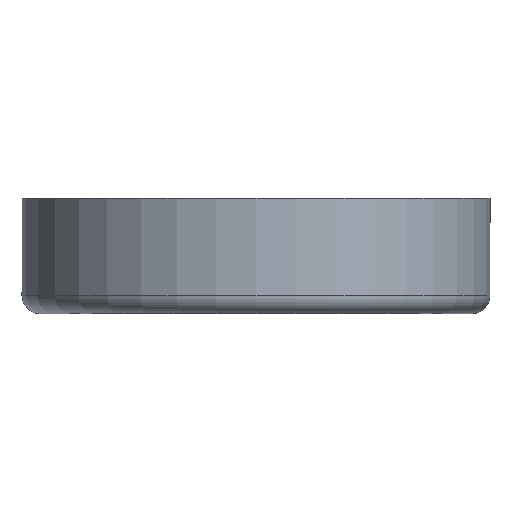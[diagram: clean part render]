
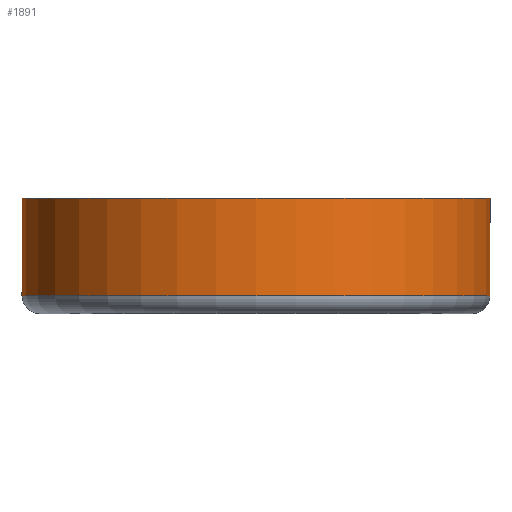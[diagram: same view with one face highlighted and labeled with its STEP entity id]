
A CAD part, front view. The second image highlights one B-rep face of the part: STEP entity #1891.
In plain terms, the highlighted cylindrical face has radius 65 mm (diameter 130 mm), a partial arc.
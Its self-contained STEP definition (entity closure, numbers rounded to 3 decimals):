
#111 = TOROIDAL_SURFACE('',#112,60.,5.);
#112 = AXIS2_PLACEMENT_3D('',#113,#114,#115);
#113 = CARTESIAN_POINT('',(0.,0.,5.));
#114 = DIRECTION('',(0.,0.,1.));
#115 = DIRECTION('',(-0.788,0.615,0.));
#679 = VERTEX_POINT('',#680);
#680 = CARTESIAN_POINT('',(51.235,40.,5.));
#719 = CYLINDRICAL_SURFACE('',#720,65.);
#720 = AXIS2_PLACEMENT_3D('',#721,#722,#723);
#721 = CARTESIAN_POINT('',(102.47,80.,0.));
#722 = DIRECTION('',(-0.,-0.,-1.));
#723 = DIRECTION('',(1.,0.,0.));
#735 = VERTEX_POINT('',#736);
#736 = CARTESIAN_POINT('',(-51.235,40.,5.));
#760 = EDGE_CURVE('',#735,#679,#761,.T.);
#761 = SURFACE_CURVE('',#762,(#767,#774),.PCURVE_S1.);
#762 = CIRCLE('',#763,65.);
#763 = AXIS2_PLACEMENT_3D('',#764,#765,#766);
#764 = CARTESIAN_POINT('',(0.,0.,5.));
#765 = DIRECTION('',(0.,0.,1.));
#766 = DIRECTION('',(-0.788,0.615,0.));
#767 = PCURVE('',#111,#768);
#768 = DEFINITIONAL_REPRESENTATION('',(#769),#773);
#769 = LINE('',#770,#771);
#770 = CARTESIAN_POINT('',(0.,6.283));
#771 = VECTOR('',#772,1.);
#772 = DIRECTION('',(1.,0.));
#773 = ( GEOMETRIC_REPRESENTATION_CONTEXT(2) 
PARAMETRIC_REPRESENTATION_CONTEXT() REPRESENTATION_CONTEXT('2D SPACE',''
  ) );
#774 = PCURVE('',#775,#780);
#775 = CYLINDRICAL_SURFACE('',#776,65.);
#776 = AXIS2_PLACEMENT_3D('',#777,#778,#779);
#777 = CARTESIAN_POINT('',(0.,0.,0.));
#778 = DIRECTION('',(-0.,-0.,-1.));
#779 = DIRECTION('',(1.,0.,0.));
#780 = DEFINITIONAL_REPRESENTATION('',(#781),#785);
#781 = LINE('',#782,#783);
#782 = CARTESIAN_POINT('',(-2.479,-5.));
#783 = VECTOR('',#784,1.);
#784 = DIRECTION('',(-1.,0.));
#785 = ( GEOMETRIC_REPRESENTATION_CONTEXT(2) 
PARAMETRIC_REPRESENTATION_CONTEXT() REPRESENTATION_CONTEXT('2D SPACE',''
  ) );
#808 = CYLINDRICAL_SURFACE('',#809,65.);
#809 = AXIS2_PLACEMENT_3D('',#810,#811,#812);
#810 = CARTESIAN_POINT('',(-102.47,80.,0.));
#811 = DIRECTION('',(-0.,-0.,-1.));
#812 = DIRECTION('',(1.,0.,0.));
#1843 = VERTEX_POINT('',#1844);
#1844 = CARTESIAN_POINT('',(51.235,40.,32.));
#1859 = PLANE('',#1860);
#1860 = AXIS2_PLACEMENT_3D('',#1861,#1862,#1863);
#1861 = CARTESIAN_POINT('',(0.,80.,32.));
#1862 = DIRECTION('',(0.,0.,1.));
#1863 = DIRECTION('',(1.,0.,0.));
#1871 = EDGE_CURVE('',#679,#1843,#1872,.T.);
#1872 = SURFACE_CURVE('',#1873,(#1877,#1884),.PCURVE_S1.);
#1873 = LINE('',#1874,#1875);
#1874 = CARTESIAN_POINT('',(51.235,40.,0.));
#1875 = VECTOR('',#1876,1.);
#1876 = DIRECTION('',(0.,0.,1.));
#1877 = PCURVE('',#719,#1878);
#1878 = DEFINITIONAL_REPRESENTATION('',(#1879),#1883);
#1879 = LINE('',#1880,#1881);
#1880 = CARTESIAN_POINT('',(-3.804,0.));
#1881 = VECTOR('',#1882,1.);
#1882 = DIRECTION('',(-0.,-1.));
#1883 = ( GEOMETRIC_REPRESENTATION_CONTEXT(2) 
PARAMETRIC_REPRESENTATION_CONTEXT() REPRESENTATION_CONTEXT('2D SPACE',''
  ) );
#1884 = PCURVE('',#775,#1885);
#1885 = DEFINITIONAL_REPRESENTATION('',(#1886),#1890);
#1886 = LINE('',#1887,#1888);
#1887 = CARTESIAN_POINT('',(-6.946,0.));
#1888 = VECTOR('',#1889,1.);
#1889 = DIRECTION('',(-0.,-1.));
#1890 = ( GEOMETRIC_REPRESENTATION_CONTEXT(2) 
PARAMETRIC_REPRESENTATION_CONTEXT() REPRESENTATION_CONTEXT('2D SPACE',''
  ) );
#1891 = ADVANCED_FACE('',(#1892),#775,.T.);
#1892 = FACE_BOUND('',#1893,.F.);
#1893 = EDGE_LOOP('',(#1894,#1917,#1939,#1940));
#1894 = ORIENTED_EDGE('',*,*,#1895,.T.);
#1895 = EDGE_CURVE('',#735,#1896,#1898,.T.);
#1896 = VERTEX_POINT('',#1897);
#1897 = CARTESIAN_POINT('',(-51.235,40.,32.));
#1898 = SURFACE_CURVE('',#1899,(#1903,#1910),.PCURVE_S1.);
#1899 = LINE('',#1900,#1901);
#1900 = CARTESIAN_POINT('',(-51.235,40.,0.));
#1901 = VECTOR('',#1902,1.);
#1902 = DIRECTION('',(0.,0.,1.));
#1903 = PCURVE('',#775,#1904);
#1904 = DEFINITIONAL_REPRESENTATION('',(#1905),#1909);
#1905 = LINE('',#1906,#1907);
#1906 = CARTESIAN_POINT('',(-2.479,0.));
#1907 = VECTOR('',#1908,1.);
#1908 = DIRECTION('',(-0.,-1.));
#1909 = ( GEOMETRIC_REPRESENTATION_CONTEXT(2) 
PARAMETRIC_REPRESENTATION_CONTEXT() REPRESENTATION_CONTEXT('2D SPACE',''
  ) );
#1910 = PCURVE('',#808,#1911);
#1911 = DEFINITIONAL_REPRESENTATION('',(#1912),#1916);
#1912 = LINE('',#1913,#1914);
#1913 = CARTESIAN_POINT('',(-5.62,0.));
#1914 = VECTOR('',#1915,1.);
#1915 = DIRECTION('',(-0.,-1.));
#1916 = ( GEOMETRIC_REPRESENTATION_CONTEXT(2) 
PARAMETRIC_REPRESENTATION_CONTEXT() REPRESENTATION_CONTEXT('2D SPACE',''
  ) );
#1917 = ORIENTED_EDGE('',*,*,#1918,.T.);
#1918 = EDGE_CURVE('',#1896,#1843,#1919,.T.);
#1919 = SURFACE_CURVE('',#1920,(#1925,#1932),.PCURVE_S1.);
#1920 = CIRCLE('',#1921,65.);
#1921 = AXIS2_PLACEMENT_3D('',#1922,#1923,#1924);
#1922 = CARTESIAN_POINT('',(0.,0.,32.));
#1923 = DIRECTION('',(0.,0.,1.));
#1924 = DIRECTION('',(1.,0.,0.));
#1925 = PCURVE('',#775,#1926);
#1926 = DEFINITIONAL_REPRESENTATION('',(#1927),#1931);
#1927 = LINE('',#1928,#1929);
#1928 = CARTESIAN_POINT('',(-0.,-32.));
#1929 = VECTOR('',#1930,1.);
#1930 = DIRECTION('',(-1.,0.));
#1931 = ( GEOMETRIC_REPRESENTATION_CONTEXT(2) 
PARAMETRIC_REPRESENTATION_CONTEXT() REPRESENTATION_CONTEXT('2D SPACE',''
  ) );
#1932 = PCURVE('',#1859,#1933);
#1933 = DEFINITIONAL_REPRESENTATION('',(#1934),#1938);
#1934 = CIRCLE('',#1935,65.);
#1935 = AXIS2_PLACEMENT_2D('',#1936,#1937);
#1936 = CARTESIAN_POINT('',(0.,-80.));
#1937 = DIRECTION('',(1.,0.));
#1938 = ( GEOMETRIC_REPRESENTATION_CONTEXT(2) 
PARAMETRIC_REPRESENTATION_CONTEXT() REPRESENTATION_CONTEXT('2D SPACE',''
  ) );
#1939 = ORIENTED_EDGE('',*,*,#1871,.F.);
#1940 = ORIENTED_EDGE('',*,*,#760,.F.);
